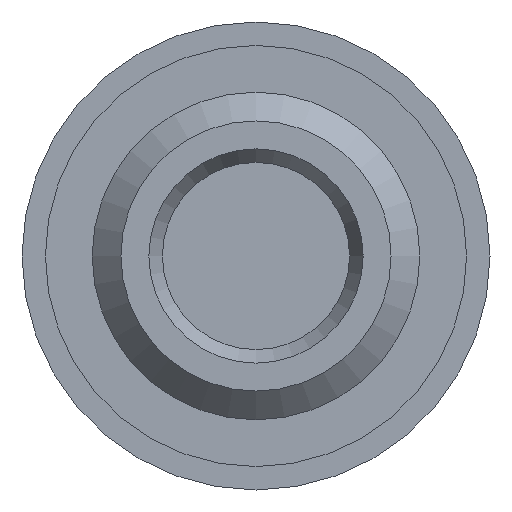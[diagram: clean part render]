
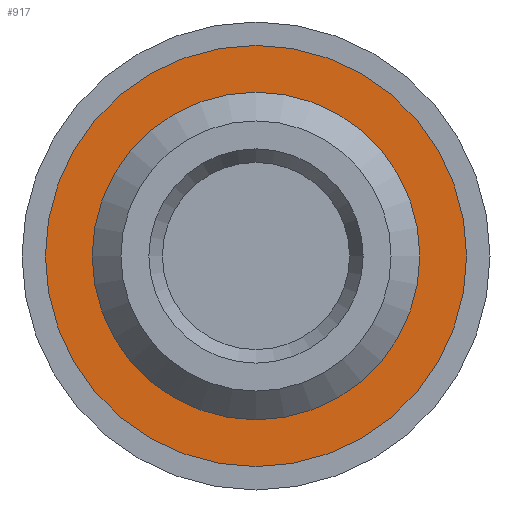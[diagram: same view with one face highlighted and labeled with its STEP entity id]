
A CAD part, front view. The second image highlights one B-rep face of the part: STEP entity #917.
In plain terms, the highlighted planar face has unit normal (0, -1, 0).
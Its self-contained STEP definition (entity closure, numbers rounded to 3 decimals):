
#21=PLANE('',#988);
#106=CIRCLE('',#986,4.5);
#108=CIRCLE('',#989,3.5);
#182=ORIENTED_EDGE('',*,*,#324,.F.);
#183=ORIENTED_EDGE('',*,*,#322,.T.);
#322=EDGE_CURVE('',#384,#384,#106,.T.);
#324=EDGE_CURVE('',#386,#386,#108,.T.);
#384=VERTEX_POINT('',#1368);
#386=VERTEX_POINT('',#1373);
#436=EDGE_LOOP('',(#182));
#437=EDGE_LOOP('',(#183));
#508=FACE_BOUND('',#436,.T.);
#509=FACE_BOUND('',#437,.T.);
#917=ADVANCED_FACE('',(#508,#509),#21,.F.);
#986=AXIS2_PLACEMENT_3D('',#1367,#1121,#1122);
#988=AXIS2_PLACEMENT_3D('',#1371,#1125,#1126);
#989=AXIS2_PLACEMENT_3D('',#1372,#1127,#1128);
#1121=DIRECTION('',(0.,-1.,0.));
#1122=DIRECTION('',(0.,0.,-1.));
#1125=DIRECTION('',(0.,1.,0.));
#1126=DIRECTION('',(0.,0.,1.));
#1127=DIRECTION('',(0.,-1.,0.));
#1128=DIRECTION('',(0.,0.,-1.));
#1367=CARTESIAN_POINT('',(0.,0.,0.));
#1368=CARTESIAN_POINT('',(0.,0.,-4.5));
#1371=CARTESIAN_POINT('',(0.,0.,-4.5));
#1372=CARTESIAN_POINT('',(0.,0.,0.));
#1373=CARTESIAN_POINT('',(0.,0.,-3.5));
